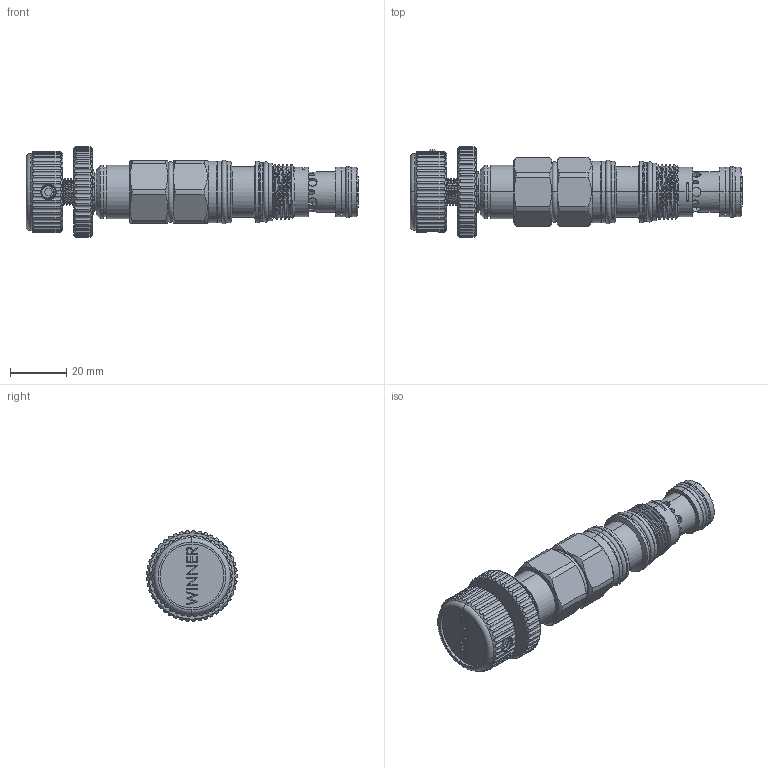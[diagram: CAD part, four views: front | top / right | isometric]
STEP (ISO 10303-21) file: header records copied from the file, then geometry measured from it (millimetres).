
FILE_DESCRIPTION (( 'STEP AP203' ), '1' );
FILE_NAME ('CA11A3N-K.STEP', '2021-06-21T09:00:16', ( '' ), ( '' ), 'SwSTEP 2.0', 'SolidWorks 2018', '' );
FILE_SCHEMA (( 'CONFIG_CONTROL_DESIGN' ));
Products named in the file (1): CA11A3N-K
Bounding box: 117.84 x 32.18 x 32.2 mm (x, y, z)
Volume: 44239.8 mm3; surface area: 15778.5 mm2
Topology: 3 solids, 4 shells, 702 faces, 1874 edges, 1219 vertices
Faces by surface type: cylinder 414, plane 155, cone 69, torus 41, bspline 20, sphere 3
Entity records: 34570 total; most frequent: CARTESIAN_POINT 17847, ORIENTED_EDGE 3732, DIRECTION 3217, EDGE_CURVE 1866, AXIS2_PLACEMENT_3D 1250, VERTEX_POINT 1216, EDGE_LOOP 750, VECTOR 717
